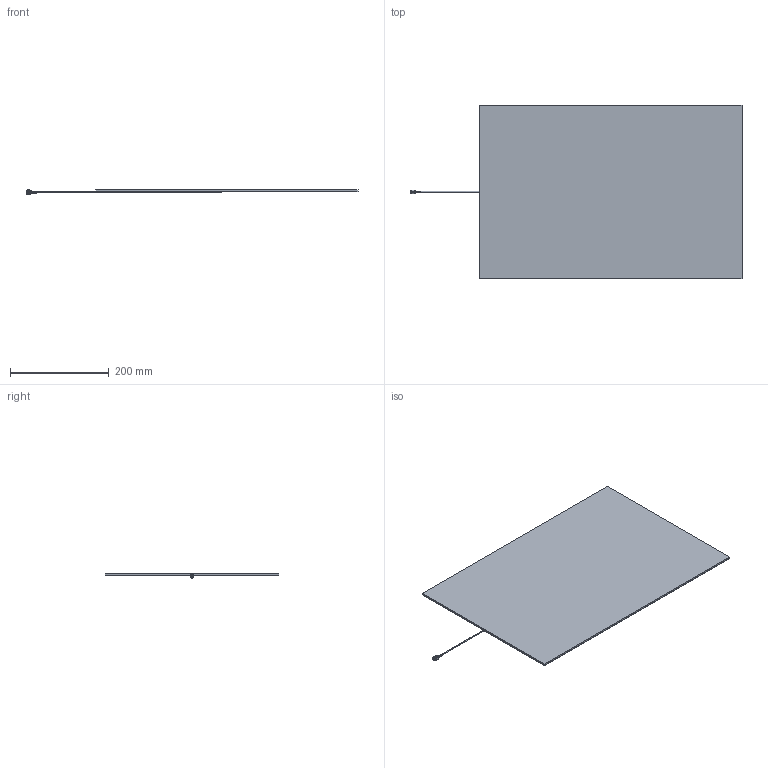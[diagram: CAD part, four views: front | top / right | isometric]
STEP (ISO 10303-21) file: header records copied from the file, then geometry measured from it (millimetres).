
FILE_DESCRIPTION (( 'STEP AP214' ), '1' );
FILE_NAME ('FMANFP1049_3D.step', '2023-02-01T18:27:47', ( '' ), ( '' ), 'SwSTEP 2.0', 'SolidWorks 2022', '' );
FILE_SCHEMA (( 'AUTOMOTIVE_DESIGN' ));
Length unit declared in the file: inch
Products named in the file (3): FMANFP1049_Base Model; PE4003_NO LABLE; FMANFP1049_3D
Assembly tree (2 placements, depth 2):
  FMANFP1049_3D
    FMANFP1049_Base Model
    PE4003_NO LABLE
Bounding box: 670.75 x 350 x 9.61 mm (x, y, z)
Volume: 743995.2 mm3; surface area: 752250.9 mm2
Topology: 3 solids, 3 shells, 2573 faces, 5413 edges, 2863 vertices
Faces by surface type: bspline 1923, cylinder 578, plane 43, cone 25, torus 4
Entity records: 97680 total; most frequent: CARTESIAN_POINT 64562, ORIENTED_EDGE 10826, EDGE_CURVE 5413, VERTEX_POINT 2863, EDGE_LOOP 2590, FACE_OUTER_BOUND 2573, ADVANCED_FACE 2573, B_SPLINE_CURVE_WITH_KNOTS 2125
